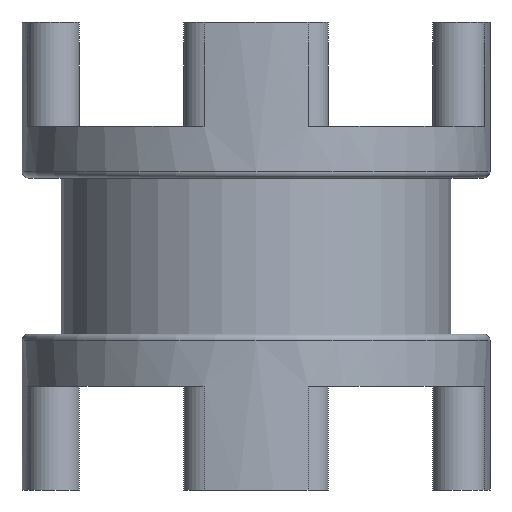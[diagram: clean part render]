
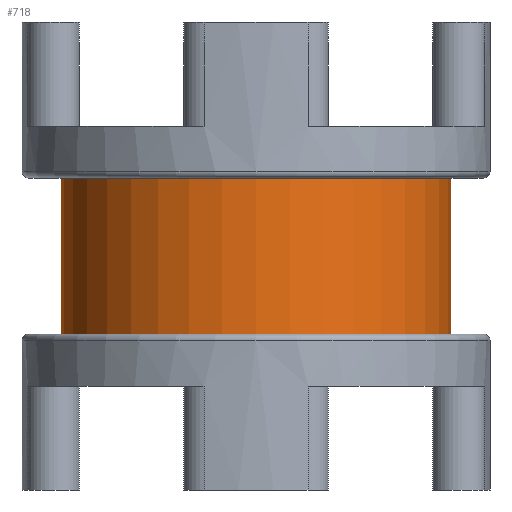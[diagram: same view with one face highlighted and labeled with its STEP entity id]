
A CAD part, front view. The second image highlights one B-rep face of the part: STEP entity #718.
In plain terms, the highlighted cylindrical face has radius 7.5 mm (diameter 15 mm), a partial arc.
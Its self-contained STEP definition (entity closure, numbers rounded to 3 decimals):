
#25 = EDGE_CURVE ( 'NONE', #483, #150, #1627, .T. ) ;
#88 = CARTESIAN_POINT ( 'NONE',  ( -7.5, 0., 0. ) ) ;
#100 = CARTESIAN_POINT ( 'NONE',  ( 0., 0., -3. ) ) ;
#150 = VERTEX_POINT ( 'NONE', #1979 ) ;
#189 = EDGE_LOOP ( 'NONE', ( #997, #1946, #1386, #225 ) ) ;
#204 = AXIS2_PLACEMENT_3D ( 'NONE', #1915, #529, #1782 ) ;
#224 = EDGE_CURVE ( 'NONE', #1989, #1781, #947, .T. ) ;
#225 = ORIENTED_EDGE ( 'NONE', *, *, #25, .F. ) ;
#253 = LINE ( 'NONE', #88, #313 ) ;
#313 = VECTOR ( 'NONE', #708, 1000. ) ;
#369 = CARTESIAN_POINT ( 'NONE',  ( -7.5, 0., 3. ) ) ;
#392 = CARTESIAN_POINT ( 'NONE',  ( 7.5, 0., -3. ) ) ;
#445 = CARTESIAN_POINT ( 'NONE',  ( 7.5, 0., 0. ) ) ;
#455 = CARTESIAN_POINT ( 'NONE',  ( 0., 0., 0. ) ) ;
#483 = VERTEX_POINT ( 'NONE', #369 ) ;
#529 = DIRECTION ( 'NONE',  ( 0., 0., 1. ) ) ;
#600 = DIRECTION ( 'NONE',  ( 0., 0., 1. ) ) ;
#612 = EDGE_CURVE ( 'NONE', #1989, #483, #253, .T. ) ;
#708 = DIRECTION ( 'NONE',  ( 0., 0., 1. ) ) ;
#718 = ADVANCED_FACE ( 'NONE', ( #1214 ), #1843, .T. ) ;
#947 = CIRCLE ( 'NONE', #1927, 7.5 ) ;
#979 = AXIS2_PLACEMENT_3D ( 'NONE', #455, #1521, #1877 ) ;
#997 = ORIENTED_EDGE ( 'NONE', *, *, #612, .F. ) ;
#1014 = DIRECTION ( 'NONE',  ( 1., 0., 0. ) ) ;
#1043 = DIRECTION ( 'NONE',  ( 0., 0., 1. ) ) ;
#1194 = CARTESIAN_POINT ( 'NONE',  ( -7.5, 0., -3. ) ) ;
#1214 = FACE_OUTER_BOUND ( 'NONE', #189, .T. ) ;
#1386 = ORIENTED_EDGE ( 'NONE', *, *, #1960, .T. ) ;
#1521 = DIRECTION ( 'NONE',  ( 0., 0., 1. ) ) ;
#1627 = CIRCLE ( 'NONE', #204, 7.5 ) ;
#1781 = VERTEX_POINT ( 'NONE', #392 ) ;
#1782 = DIRECTION ( 'NONE',  ( 1., 0., 0. ) ) ;
#1808 = VECTOR ( 'NONE', #600, 1000. ) ;
#1843 = CYLINDRICAL_SURFACE ( 'NONE', #979, 7.5 ) ;
#1877 = DIRECTION ( 'NONE',  ( 1., 0., 0. ) ) ;
#1915 = CARTESIAN_POINT ( 'NONE',  ( 0., 0., 3. ) ) ;
#1927 = AXIS2_PLACEMENT_3D ( 'NONE', #100, #1043, #1014 ) ;
#1946 = ORIENTED_EDGE ( 'NONE', *, *, #224, .T. ) ;
#1960 = EDGE_CURVE ( 'NONE', #1781, #150, #1978, .T. ) ;
#1978 = LINE ( 'NONE', #445, #1808 ) ;
#1979 = CARTESIAN_POINT ( 'NONE',  ( 7.5, 0., 3. ) ) ;
#1989 = VERTEX_POINT ( 'NONE', #1194 ) ;
